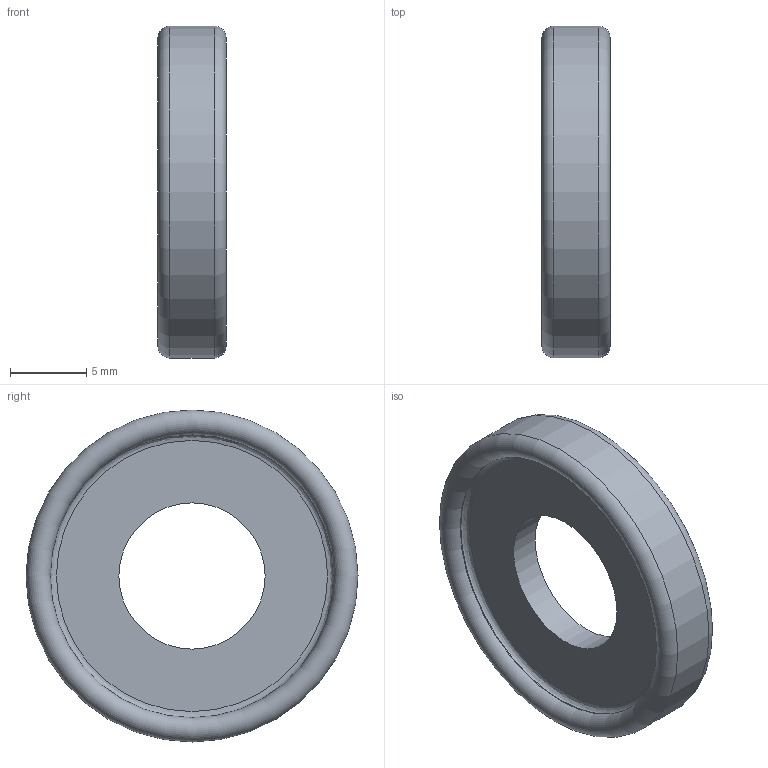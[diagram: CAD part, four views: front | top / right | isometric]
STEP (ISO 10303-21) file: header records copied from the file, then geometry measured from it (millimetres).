
FILE_DESCRIPTION((''),'2;1');
FILE_NAME('189010120X00.stp','2010-08-11T14:55:33',('thilbrands'),(''),'Autodesk Inventor 2008','Autodesk Inventor 2008','');
FILE_SCHEMA(('AUTOMOTIVE_DESIGN { 1 0 10303 214 1 1 1 1 }'));
Length unit declared in the file: millimetre
Products named in the file (1): 189010140100
Bounding box: 4.5 x 21.8 x 21.8 mm (x, y, z)
Volume: 824.7 mm3; surface area: 1009 mm2
Topology: 1 solids, 1 shells, 10 faces, 18 edges, 10 vertices
Faces by surface type: cylinder 4, plane 2, bspline 2, torus 2
Full cylindrical faces by diameter (mm): 9.6 x1, 18.6 x2, 21.8 x1
Entity records: 314 total; most frequent: CARTESIAN_POINT 119, DIRECTION 38, ORIENTED_EDGE 20, EDGE_LOOP 20, AXIS2_PLACEMENT_3D 19, VERTEX_POINT 10, CIRCLE 10, EDGE_CURVE 10
